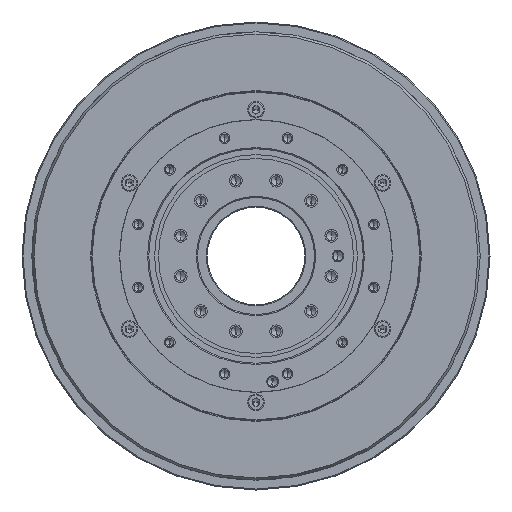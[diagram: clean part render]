
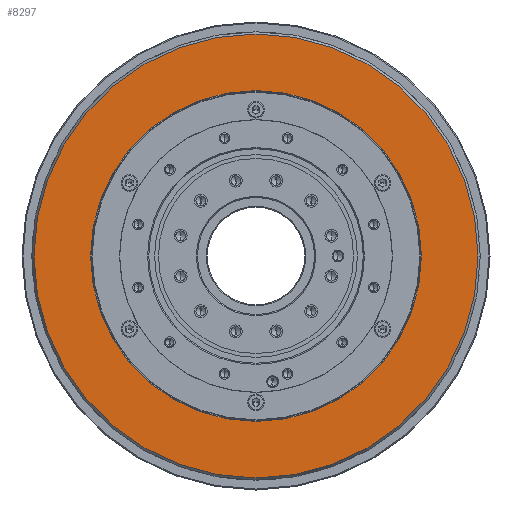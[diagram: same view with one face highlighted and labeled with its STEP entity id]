
A CAD part, front view. The second image highlights one B-rep face of the part: STEP entity #8297.
In plain terms, the highlighted face is planar.
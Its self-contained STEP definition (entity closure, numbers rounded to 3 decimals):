
#7440=CARTESIAN_POINT('',(0.,0.,-110.));
#7441=DIRECTION('',(0.,0.,1.));
#7442=DIRECTION('',(0.,1.,0.));
#7443=AXIS2_PLACEMENT_3D('',#7440,#7441,#7442);
#7445=CARTESIAN_POINT('',(0.,0.,-110.));
#7446=DIRECTION('',(0.,0.,-1.));
#7447=DIRECTION('',(0.,1.,0.));
#7448=AXIS2_PLACEMENT_3D('',#7445,#7446,#7447);
#7450=CARTESIAN_POINT('',(0.,0.,-110.));
#7451=DIRECTION('',(0.,0.,-1.));
#7452=DIRECTION('',(0.,-1.,0.));
#7453=AXIS2_PLACEMENT_3D('',#7450,#7451,#7452);
#7455=CARTESIAN_POINT('',(0.,0.,-110.));
#7456=DIRECTION('',(0.,0.,-1.));
#7457=DIRECTION('',(0.,1.,0.));
#7458=AXIS2_PLACEMENT_3D('',#7455,#7456,#7457);
#8101=CARTESIAN_POINT('',(0.,84.82,-110.));
#8103=VERTEX_POINT('',#8101);
#8105=CARTESIAN_POINT('',(0.,-84.82,-110.));
#8107=VERTEX_POINT('',#8105);
#8228=CARTESIAN_POINT('',(0.,-113.845,-110.));
#8229=CARTESIAN_POINT('',(0.,113.845,-110.));
#8230=VERTEX_POINT('',#8228);
#8231=VERTEX_POINT('',#8229);
#8280=CARTESIAN_POINT('',(0.,0.,-110.));
#8281=DIRECTION('',(0.,0.,1.));
#8282=DIRECTION('',(0.,1.,0.));
#8283=AXIS2_PLACEMENT_3D('',#8280,#8281,#8282);
#8284=PLANE('',#8283);
#8286=ORIENTED_EDGE('',*,*,#8285,.F.);
#8288=ORIENTED_EDGE('',*,*,#8287,.F.);
#8289=EDGE_LOOP('',(#8286,#8288));
#8290=FACE_OUTER_BOUND('',#8289,.F.);
#8292=ORIENTED_EDGE('',*,*,#8291,.F.);
#8294=ORIENTED_EDGE('',*,*,#8293,.T.);
#8295=EDGE_LOOP('',(#8292,#8294));
#8296=FACE_BOUND('',#8295,.F.);
#7444=CIRCLE('',#7443,84.82);
#7449=CIRCLE('',#7448,84.82);
#7454=CIRCLE('',#7453,113.845);
#7459=CIRCLE('',#7458,113.845);
#8285=EDGE_CURVE('',#8230,#8231,#7454,.T.);
#8287=EDGE_CURVE('',#8231,#8230,#7459,.T.);
#8291=EDGE_CURVE('',#8103,#8107,#7444,.T.);
#8293=EDGE_CURVE('',#8103,#8107,#7449,.T.);
#8297=ADVANCED_FACE('',(#8290,#8296),#8284,.F.);
